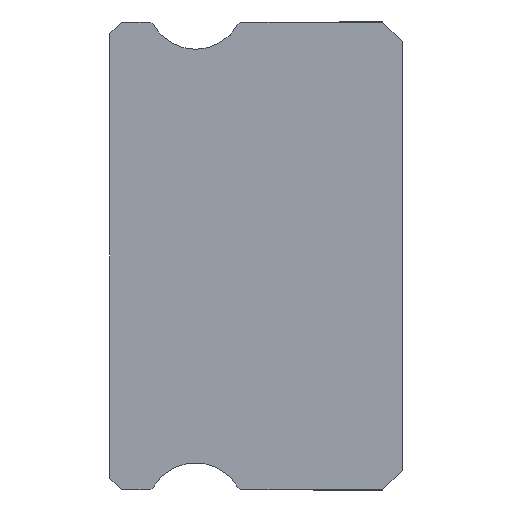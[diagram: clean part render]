
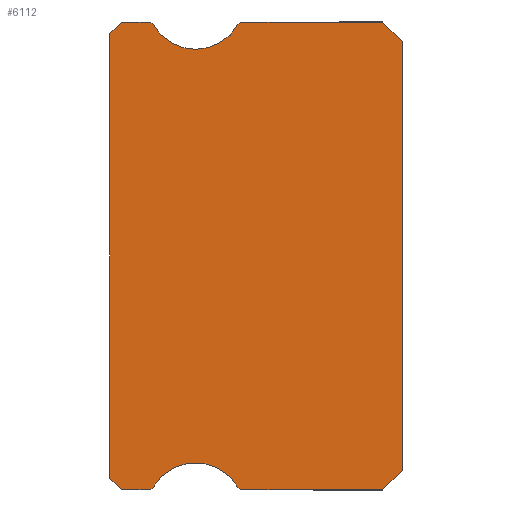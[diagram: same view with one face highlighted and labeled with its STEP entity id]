
A CAD part, left-side view. The second image highlights one B-rep face of the part: STEP entity #6112.
In plain terms, the highlighted planar face has unit normal (-1, 0, 0).
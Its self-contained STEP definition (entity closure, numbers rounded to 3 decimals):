
#11 = CARTESIAN_POINT ( 'NONE',  ( -7.5, 7.5, 5.7 ) ) ;
#20 = EDGE_CURVE ( 'NONE', #1906, #4222, #4636, .T. ) ;
#70 = ORIENTED_EDGE ( 'NONE', *, *, #789, .T. ) ;
#113 = DIRECTION ( 'NONE',  ( 1., 0., 0. ) ) ;
#189 = CARTESIAN_POINT ( 'NONE',  ( -7.5, 7.2, 6. ) ) ;
#211 = AXIS2_PLACEMENT_3D ( 'NONE', #4122, #113, #3176 ) ;
#227 = CARTESIAN_POINT ( 'NONE',  ( -7.5, 0., 5.5 ) ) ;
#235 = DIRECTION ( 'NONE',  ( 0., 0., 1. ) ) ;
#276 = EDGE_CURVE ( 'NONE', #1818, #5577, #909, .T. ) ;
#311 = CARTESIAN_POINT ( 'NONE',  ( -7.5, 6.512, 6. ) ) ;
#390 = CARTESIAN_POINT ( 'NONE',  ( -7.5, 4.217, -5.925 ) ) ;
#435 = DIRECTION ( 'NONE',  ( 0., 0., -1. ) ) ;
#482 = DIRECTION ( 'NONE',  ( 0., 1., 0. ) ) ;
#486 = DIRECTION ( 'NONE',  ( 0., 0.707, -0.707 ) ) ;
#492 = CARTESIAN_POINT ( 'NONE',  ( -7.5, 0., -5.5 ) ) ;
#493 = AXIS2_PLACEMENT_3D ( 'NONE', #2576, #1013, #435 ) ;
#567 = CARTESIAN_POINT ( 'NONE',  ( -7.5, 5.3, -6.55 ) ) ;
#635 = CARTESIAN_POINT ( 'NONE',  ( -7.5, 0.5, -6. ) ) ;
#661 = DIRECTION ( 'NONE',  ( -1., 0., 0. ) ) ;
#675 = CARTESIAN_POINT ( 'NONE',  ( -7.5, 7.2, -6. ) ) ;
#696 = VECTOR ( 'NONE', #1302, 1000. ) ;
#721 = CIRCLE ( 'NONE', #933, 1.25 ) ;
#789 = EDGE_CURVE ( 'NONE', #1906, #1818, #6269, .T. ) ;
#892 = LINE ( 'NONE', #3893, #1060 ) ;
#909 = LINE ( 'NONE', #5853, #696 ) ;
#933 = AXIS2_PLACEMENT_3D ( 'NONE', #3189, #661, #2119 ) ;
#1013 = DIRECTION ( 'NONE',  ( 1., 0., 0. ) ) ;
#1023 = VERTEX_POINT ( 'NONE', #492 ) ;
#1057 = AXIS2_PLACEMENT_3D ( 'NONE', #567, #4519, #4009 ) ;
#1060 = VECTOR ( 'NONE', #2882, 1000. ) ;
#1083 = LINE ( 'NONE', #11, #5997 ) ;
#1118 = ORIENTED_EDGE ( 'NONE', *, *, #4268, .F. ) ;
#1127 = CARTESIAN_POINT ( 'NONE',  ( -7.5, 7.5, -5.7 ) ) ;
#1165 = EDGE_CURVE ( 'NONE', #3526, #5577, #4577, .T. ) ;
#1236 = VERTEX_POINT ( 'NONE', #390 ) ;
#1240 = LINE ( 'NONE', #5669, #4705 ) ;
#1291 = DIRECTION ( 'NONE',  ( 1., 0., 0. ) ) ;
#1302 = DIRECTION ( 'NONE',  ( 0., -1., 0. ) ) ;
#1311 = ORIENTED_EDGE ( 'NONE', *, *, #3145, .F. ) ;
#1405 = EDGE_CURVE ( 'NONE', #6020, #5080, #3499, .T. ) ;
#1581 = VECTOR ( 'NONE', #1799, 1000. ) ;
#1587 = AXIS2_PLACEMENT_3D ( 'NONE', #4622, #4194, #3662 ) ;
#1609 = ORIENTED_EDGE ( 'NONE', *, *, #1405, .F. ) ;
#1691 = CIRCLE ( 'NONE', #3456, 0.15 ) ;
#1692 = CARTESIAN_POINT ( 'NONE',  ( -7.5, 6.383, 5.925 ) ) ;
#1757 = CARTESIAN_POINT ( 'NONE',  ( -7.5, 6.512, 6. ) ) ;
#1781 = ORIENTED_EDGE ( 'NONE', *, *, #5603, .F. ) ;
#1799 = DIRECTION ( 'NONE',  ( 0., -1., 0. ) ) ;
#1818 = VERTEX_POINT ( 'NONE', #675 ) ;
#1860 = EDGE_CURVE ( 'NONE', #6016, #6020, #721, .T. ) ;
#1906 = VERTEX_POINT ( 'NONE', #1127 ) ;
#2079 = CARTESIAN_POINT ( 'NONE',  ( -7.5, 7.2, 6. ) ) ;
#2115 = VECTOR ( 'NONE', #6478, 1000. ) ;
#2119 = DIRECTION ( 'NONE',  ( 0., 0., -1. ) ) ;
#2264 = VECTOR ( 'NONE', #6006, 1000. ) ;
#2287 = VERTEX_POINT ( 'NONE', #189 ) ;
#2302 = ORIENTED_EDGE ( 'NONE', *, *, #3358, .F. ) ;
#2475 = ORIENTED_EDGE ( 'NONE', *, *, #5035, .F. ) ;
#2502 = VERTEX_POINT ( 'NONE', #4969 ) ;
#2576 = CARTESIAN_POINT ( 'NONE',  ( -7.5, 6.512, 5.85 ) ) ;
#2595 = AXIS2_PLACEMENT_3D ( 'NONE', #5122, #3700, #2644 ) ;
#2644 = DIRECTION ( 'NONE',  ( 0., 0., -1. ) ) ;
#2720 = VERTEX_POINT ( 'NONE', #227 ) ;
#2756 = EDGE_CURVE ( 'NONE', #2502, #6360, #4270, .T. ) ;
#2882 = DIRECTION ( 'NONE',  ( 0., -0.707, -0.707 ) ) ;
#2886 = EDGE_CURVE ( 'NONE', #1023, #6251, #3448, .T. ) ;
#2893 = CARTESIAN_POINT ( 'NONE',  ( -7.5, 0., -5.5 ) ) ;
#3074 = ORIENTED_EDGE ( 'NONE', *, *, #5314, .T. ) ;
#3145 = EDGE_CURVE ( 'NONE', #5080, #2502, #4294, .T. ) ;
#3176 = DIRECTION ( 'NONE',  ( 0., 0., -1. ) ) ;
#3179 = CARTESIAN_POINT ( 'NONE',  ( -7.5, 5.3, 6.55 ) ) ;
#3182 = ORIENTED_EDGE ( 'NONE', *, *, #20, .F. ) ;
#3189 = CARTESIAN_POINT ( 'NONE',  ( -7.5, 5.3, 6.55 ) ) ;
#3358 = EDGE_CURVE ( 'NONE', #6251, #3711, #5434, .T. ) ;
#3372 = EDGE_CURVE ( 'NONE', #2287, #4222, #1083, .T. ) ;
#3448 = LINE ( 'NONE', #2893, #3758 ) ;
#3456 = AXIS2_PLACEMENT_3D ( 'NONE', #4686, #1291, #4653 ) ;
#3488 = PLANE ( 'NONE',  #493 ) ;
#3499 = CIRCLE ( 'NONE', #4650, 1.25 ) ;
#3526 = VERTEX_POINT ( 'NONE', #3590 ) ;
#3590 = CARTESIAN_POINT ( 'NONE',  ( -7.5, 6.383, -5.925 ) ) ;
#3662 = DIRECTION ( 'NONE',  ( 0., 0., -1. ) ) ;
#3700 = DIRECTION ( 'NONE',  ( 1., 0., 0. ) ) ;
#3711 = VERTEX_POINT ( 'NONE', #5038 ) ;
#3741 = DIRECTION ( 'NONE',  ( 0., -0.707, -0.707 ) ) ;
#3758 = VECTOR ( 'NONE', #486, 1000. ) ;
#3893 = CARTESIAN_POINT ( 'NONE',  ( -7.5, 0.5, 6. ) ) ;
#3939 = FACE_OUTER_BOUND ( 'NONE', #4024, .T. ) ;
#4009 = DIRECTION ( 'NONE',  ( 0., 0., -1. ) ) ;
#4024 = EDGE_LOOP ( 'NONE', ( #6494, #3182, #70, #5093, #5791, #1118, #2475, #2302, #4641, #4847, #1781, #4932, #1311, #1609, #5975, #6018, #3074 ) ) ;
#4097 = VERTEX_POINT ( 'NONE', #311 ) ;
#4122 = CARTESIAN_POINT ( 'NONE',  ( -7.5, 4.088, -5.85 ) ) ;
#4194 = DIRECTION ( 'NONE',  ( 1., 0., 0. ) ) ;
#4222 = VERTEX_POINT ( 'NONE', #5397 ) ;
#4268 = EDGE_CURVE ( 'NONE', #1236, #3526, #5543, .T. ) ;
#4270 = LINE ( 'NONE', #1757, #1581 ) ;
#4294 = CIRCLE ( 'NONE', #1587, 0.15 ) ;
#4516 = CARTESIAN_POINT ( 'NONE',  ( -7.5, 7.5, 5.85 ) ) ;
#4519 = DIRECTION ( 'NONE',  ( -1., 0., 0. ) ) ;
#4551 = DIRECTION ( 'NONE',  ( -1., 0., 0. ) ) ;
#4577 = CIRCLE ( 'NONE', #2595, 0.15 ) ;
#4622 = CARTESIAN_POINT ( 'NONE',  ( -7.5, 4.088, 5.85 ) ) ;
#4636 = LINE ( 'NONE', #4516, #2264 ) ;
#4641 = ORIENTED_EDGE ( 'NONE', *, *, #2886, .F. ) ;
#4644 = CARTESIAN_POINT ( 'NONE',  ( -7.5, 4.217, 5.925 ) ) ;
#4650 = AXIS2_PLACEMENT_3D ( 'NONE', #3179, #4551, #6180 ) ;
#4653 = DIRECTION ( 'NONE',  ( 0., 0., -1. ) ) ;
#4686 = CARTESIAN_POINT ( 'NONE',  ( -7.5, 6.512, 5.85 ) ) ;
#4705 = VECTOR ( 'NONE', #235, 1000. ) ;
#4847 = ORIENTED_EDGE ( 'NONE', *, *, #5070, .T. ) ;
#4932 = ORIENTED_EDGE ( 'NONE', *, *, #2756, .F. ) ;
#4948 = DIRECTION ( 'NONE',  ( 0., 0.707, -0.707 ) ) ;
#4969 = CARTESIAN_POINT ( 'NONE',  ( -7.5, 4.088, 6. ) ) ;
#4986 = LINE ( 'NONE', #2079, #5446 ) ;
#5035 = EDGE_CURVE ( 'NONE', #3711, #1236, #5886, .T. ) ;
#5038 = CARTESIAN_POINT ( 'NONE',  ( -7.5, 4.088, -6. ) ) ;
#5070 = EDGE_CURVE ( 'NONE', #1023, #2720, #1240, .T. ) ;
#5080 = VERTEX_POINT ( 'NONE', #4644 ) ;
#5093 = ORIENTED_EDGE ( 'NONE', *, *, #276, .T. ) ;
#5122 = CARTESIAN_POINT ( 'NONE',  ( -7.5, 6.512, -5.85 ) ) ;
#5187 = CARTESIAN_POINT ( 'NONE',  ( -7.5, 0.5, 6. ) ) ;
#5314 = EDGE_CURVE ( 'NONE', #4097, #2287, #4986, .T. ) ;
#5397 = CARTESIAN_POINT ( 'NONE',  ( -7.5, 7.5, 5.7 ) ) ;
#5424 = EDGE_CURVE ( 'NONE', #4097, #6016, #1691, .T. ) ;
#5434 = LINE ( 'NONE', #6012, #2115 ) ;
#5446 = VECTOR ( 'NONE', #482, 1000. ) ;
#5521 = VECTOR ( 'NONE', #3741, 1000. ) ;
#5543 = CIRCLE ( 'NONE', #1057, 1.25 ) ;
#5577 = VERTEX_POINT ( 'NONE', #5945 ) ;
#5603 = EDGE_CURVE ( 'NONE', #6360, #2720, #892, .T. ) ;
#5669 = CARTESIAN_POINT ( 'NONE',  ( -7.5, 0., 5.5 ) ) ;
#5684 = CARTESIAN_POINT ( 'NONE',  ( -7.5, 7.2, -6. ) ) ;
#5703 = CARTESIAN_POINT ( 'NONE',  ( -7.5, 5.3, 5.3 ) ) ;
#5791 = ORIENTED_EDGE ( 'NONE', *, *, #1165, .F. ) ;
#5853 = CARTESIAN_POINT ( 'NONE',  ( -7.5, 6.512, -6. ) ) ;
#5886 = CIRCLE ( 'NONE', #211, 0.15 ) ;
#5945 = CARTESIAN_POINT ( 'NONE',  ( -7.5, 6.512, -6. ) ) ;
#5975 = ORIENTED_EDGE ( 'NONE', *, *, #1860, .F. ) ;
#5997 = VECTOR ( 'NONE', #4948, 1000. ) ;
#6006 = DIRECTION ( 'NONE',  ( 0., 0., 1. ) ) ;
#6012 = CARTESIAN_POINT ( 'NONE',  ( -7.5, 6.512, -6. ) ) ;
#6016 = VERTEX_POINT ( 'NONE', #1692 ) ;
#6018 = ORIENTED_EDGE ( 'NONE', *, *, #5424, .F. ) ;
#6020 = VERTEX_POINT ( 'NONE', #5703 ) ;
#6112 = ADVANCED_FACE ( 'NONE', ( #3939 ), #3488, .F. ) ;
#6180 = DIRECTION ( 'NONE',  ( 0., 0., -1. ) ) ;
#6251 = VERTEX_POINT ( 'NONE', #635 ) ;
#6269 = LINE ( 'NONE', #5684, #5521 ) ;
#6360 = VERTEX_POINT ( 'NONE', #5187 ) ;
#6478 = DIRECTION ( 'NONE',  ( 0., 1., 0. ) ) ;
#6494 = ORIENTED_EDGE ( 'NONE', *, *, #3372, .T. ) ;
